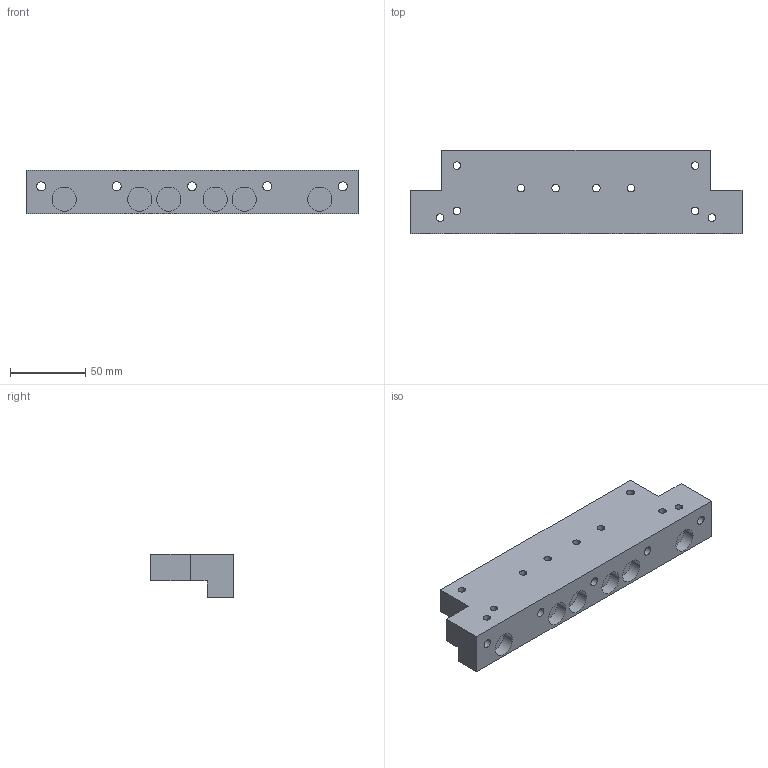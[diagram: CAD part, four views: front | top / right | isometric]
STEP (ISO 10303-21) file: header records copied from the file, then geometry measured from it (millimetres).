
FILE_DESCRIPTION(('CATIA V5 STEP Exchange'),'2;1');
FILE_NAME('navetteTraceurJulienPAGNOT.stp','2016-03-01T18:25:22+00:00',('none'),('none'),'CATIA Version 5 Release 20 GA (IN-10)','CATIA V5 STEP AP203','none');
FILE_SCHEMA(('CONFIG_CONTROL_DESIGN'));
Length unit declared in the file: millimetre
Products named in the file (1): chariotX
Bounding box: 220 x 55 x 28.5 mm (x, y, z)
Volume: 214394.6 mm3; surface area: 46185.9 mm2
Topology: 1 solids, 1 shells, 60 faces, 160 edges, 106 vertices
Faces by surface type: cylinder 42, plane 18
Entity records: 1799 total; most frequent: ORIENTED_EDGE 320, CARTESIAN_POINT 300, DIRECTION 226, EDGE_CURVE 160, AXIS2_PLACEMENT_3D 120, VERTEX_POINT 106, EDGE_LOOP 96, CIRCLE 86
